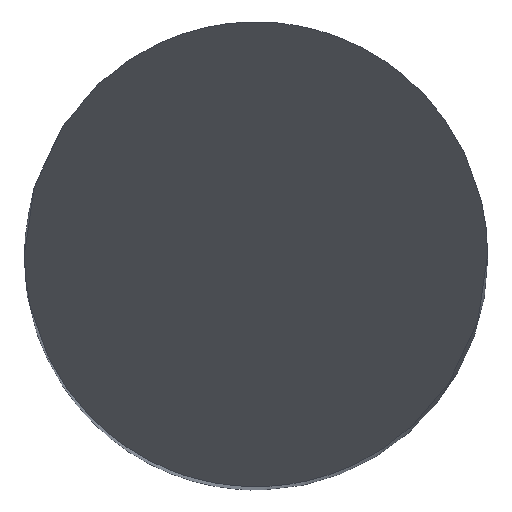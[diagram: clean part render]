
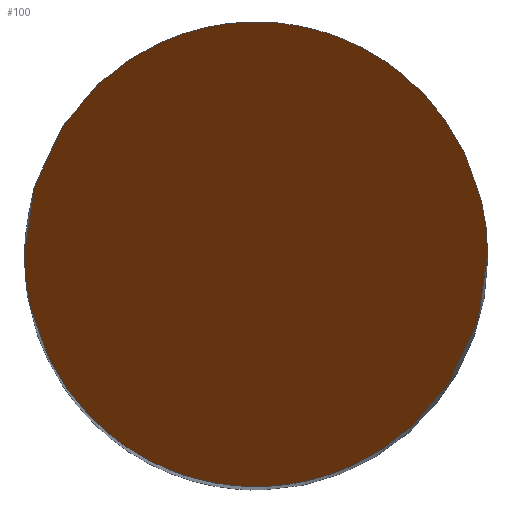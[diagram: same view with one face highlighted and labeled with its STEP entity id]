
A CAD part, top view. The second image highlights one B-rep face of the part: STEP entity #100.
In plain terms, the highlighted planar face has unit normal (0, -0.866, 0.5).
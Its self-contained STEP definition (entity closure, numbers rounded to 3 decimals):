
#62=(
BOUNDED_CURVE()
B_SPLINE_CURVE(3,(#987,#988,#989,#990),.UNSPECIFIED.,.F.,.F.)
B_SPLINE_CURVE_WITH_KNOTS((4,4),(0.,1.),.UNSPECIFIED.)
CURVE()
GEOMETRIC_REPRESENTATION_ITEM()
RATIONAL_B_SPLINE_CURVE((1.,0.333,0.333,1.))
REPRESENTATION_ITEM('')
);
#63=(
BOUNDED_CURVE()
B_SPLINE_CURVE(3,(#1015,#1016,#1017,#1018),.UNSPECIFIED.,.F.,.F.)
B_SPLINE_CURVE_WITH_KNOTS((4,4),(0.,1.),.UNSPECIFIED.)
CURVE()
GEOMETRIC_REPRESENTATION_ITEM()
RATIONAL_B_SPLINE_CURVE((1.,0.333,0.333,1.))
REPRESENTATION_ITEM('')
);
#100=ADVANCED_FACE('',(#143),#121,.F.);
#121=PLANE('',#581);
#143=FACE_OUTER_BOUND('',#174,.T.);
#174=EDGE_LOOP('',(#269,#270));
#269=ORIENTED_EDGE('',*,*,#421,.F.);
#270=ORIENTED_EDGE('',*,*,#426,.F.);
#363=VERTEX_POINT('',#991);
#364=VERTEX_POINT('',#992);
#421=EDGE_CURVE('',#363,#364,#62,.T.);
#426=EDGE_CURVE('',#364,#363,#63,.T.);
#581=AXIS2_PLACEMENT_3D('',#1036,#678,#679);
#678=DIRECTION('',(0.,0.866,-0.5));
#679=DIRECTION('',(0.,0.5,0.866));
#987=CARTESIAN_POINT('',(-2.,0.,0.));
#988=CARTESIAN_POINT('',(-2.,4.,6.928));
#989=CARTESIAN_POINT('',(2.,4.,6.928));
#990=CARTESIAN_POINT('',(2.,0.,0.));
#991=CARTESIAN_POINT('',(-2.,0.,0.));
#992=CARTESIAN_POINT('',(2.,0.,0.));
#1015=CARTESIAN_POINT('',(2.,0.,0.));
#1016=CARTESIAN_POINT('',(2.,-4.,-6.928));
#1017=CARTESIAN_POINT('',(-2.,-4.,-6.928));
#1018=CARTESIAN_POINT('',(-2.,0.,0.));
#1036=CARTESIAN_POINT('',(2.,2.,3.464));
